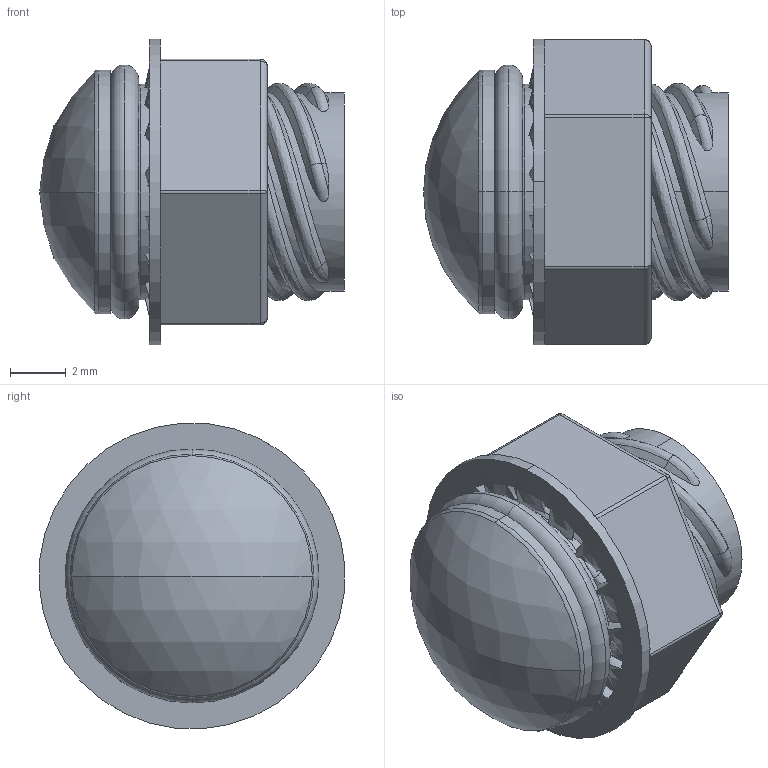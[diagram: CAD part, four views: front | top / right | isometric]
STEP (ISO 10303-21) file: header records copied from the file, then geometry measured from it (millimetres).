
FILE_DESCRIPTION (( 'STEP AP203' ), '1' );
FILE_NAME ('CMS 442 CTP.STEP', '2011-05-25T15:27:20', ( '' ), ( '' ), 'SwSTEP 2.0', 'SolidWorks 2011', '' );
FILE_SCHEMA (( 'CONFIG_CONTROL_DESIGN' ));
Length unit declared in the file: inch
Products named in the file (4): CMS 442 CTP; CLW 441_91757A109; RTN 441; 442 XXX_442 CTP
Assembly tree (3 placements, depth 2):
  CMS 442 CTP
    CLW 441_91757A109
    RTN 441
    442 XXX_442 CTP
Bounding box: 10.92 x 10.96 x 10.95 mm (x, y, z)
Volume: 367.3 mm3; surface area: 1058.7 mm2
Topology: 4 solids, 4 shells, 315 faces, 880 edges, 566 vertices
Faces by surface type: bspline 148, cone 58, cylinder 54, plane 33, torus 20, sphere 2
Entity records: 15664 total; most frequent: CARTESIAN_POINT 8419, ORIENTED_EDGE 1744, DIRECTION 974, EDGE_CURVE 872, VERTEX_POINT 566, AXIS2_PLACEMENT_3D 339, B_SPLINE_CURVE_WITH_KNOTS 338, EDGE_LOOP 322
